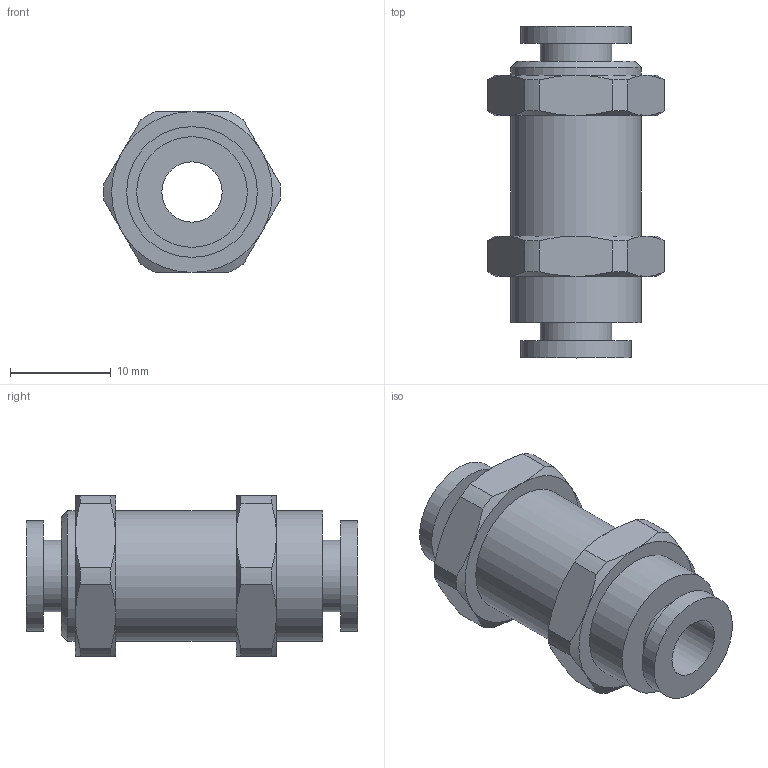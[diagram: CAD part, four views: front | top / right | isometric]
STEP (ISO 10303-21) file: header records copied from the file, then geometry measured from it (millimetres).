
FILE_DESCRIPTION(/* description */ ('Alibre Inc.'),/* implementation_level */ '2;1');
FILE_NAME(/* name */ 'export-8D65D919-0970-4AB2-B7D8-B18B3A83095D',/* time_stamp */ '2021-05-16T13:40:46+02:00',/* author */ (''),/* organization */ (''),/* preprocessor_version */ 'ST-DEVELOPER v17',/* originating_system */ 'Alibre',/* authorisation */ '');
FILE_SCHEMA (('AUTOMOTIVE_DESIGN'));
Length unit declared in the file: millimetre
Products named in the file (1): _2L11003
Bounding box: 17.59 x 33 x 16 mm (x, y, z)
Volume: 3657.9 mm3; surface area: 2714.8 mm2
Topology: 1 solids, 1 shells, 67 faces, 148 edges, 91 vertices
Faces by surface type: cone 25, plane 22, cylinder 20
Full cylindrical faces by diameter (mm): 6 x1, 7.1 x2, 11 x2, 13 x3
Entity records: 1875 total; most frequent: CARTESIAN_POINT 402, ORIENTED_EDGE 296, DIRECTION 279, EDGE_CURVE 148, AXIS2_PLACEMENT_3D 134, VERTEX_POINT 91, EDGE_LOOP 77, FACE_BOUND 77
